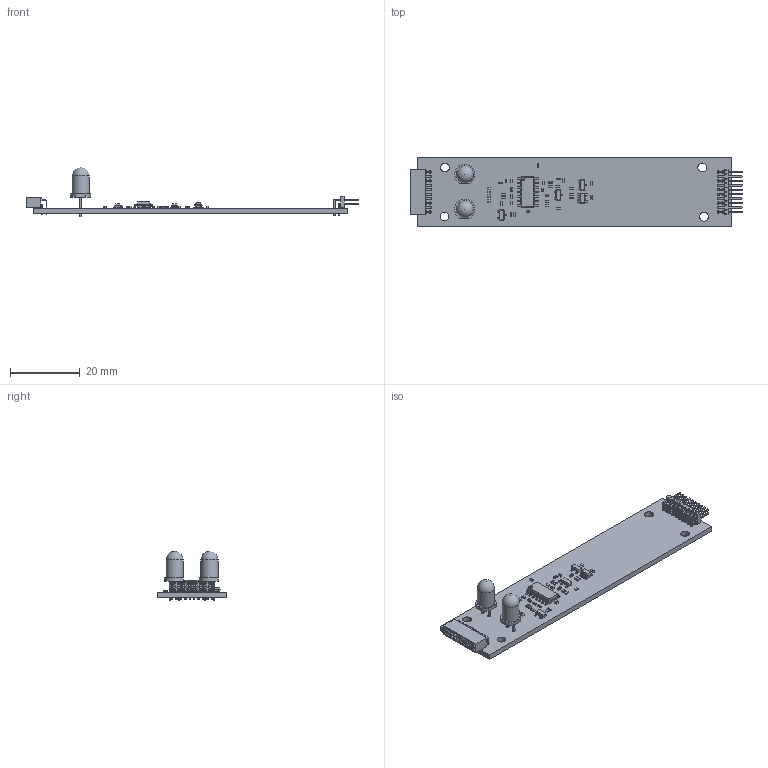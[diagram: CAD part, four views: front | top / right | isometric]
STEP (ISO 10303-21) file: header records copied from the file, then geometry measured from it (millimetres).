
FILE_DESCRIPTION(('KiCad electronic assembly'),'2;1');
FILE_NAME('IR-sensor-A2.step','2025-01-06T14:29:57',('Pcbnew'),('Kicad') ,'Open CASCADE STEP processor 7.6','KiCad to STEP converter','Unknown' );
FILE_SCHEMA(('AUTOMOTIVE_DESIGN { 1 0 10303 214 1 1 1 1 }'));
Length unit declared in the file: millimetre
Products named in the file (20): IR-sensor-A2 1; R_0402_1005Metric; C_0402_1005Metric; LED_D5.0mm; SOIC-14_3.9x8.7mm_P1.27mm; SOIC_14_39x87mm_P127mm; SOT-23-3; SOT-23; SOT_23; PinSocket_2x10_P1.27mm_Horizontal; PinSocket_2x10_P127mm_Horizontal; PinHeader_2x10_P1.27mm_Horizontal; PinHeader_2x10_P127mm_Horizontal; SOT-23-5; SOT_23_5; IR-sensor_PCB
Assembly tree (53 placements, depth 3):
  IR-sensor-A2 1
    R_0402_1005Metric  x16
      R_0402_1005Metric
    C_0402_1005Metric  x18
      C_0402_1005Metric
    LED_D5.0mm  x2
      LED_D5.0mm
    SOIC-14_3.9x8.7mm_P1.27mm
      SOIC_14_39x87mm_P127mm
    SOT-23-3
      SOT-23-3
    SOT-23  x2
      SOT_23
    PinSocket_2x10_P1.27mm_Horizontal
      PinSocket_2x10_P127mm_Horizontal
    PinHeader_2x10_P1.27mm_Horizontal
      PinHeader_2x10_P127mm_Horizontal
    SOT-23-5
      SOT_23_5
    IR-sensor_PCB
Bounding box: 95.11 x 20 x 14.1 mm (x, y, z)
Volume: 3447.4 mm3; surface area: 5639.2 mm2
Topology: 44 solids, 44 shells, 2776 faces, 7099 edges, 4553 vertices
Faces by surface type: plane 2068, cylinder 569, bspline 137, sphere 2
Full cylindrical faces by diameter (mm): 0.6 x1, 0.65 x40, 0.9 x4, 2.5 x4, 4.9 x2
Entity records: 66690 total; most frequent: CARTESIAN_POINT 9909, ORIENTED_EDGE 9278, DIRECTION 8507, EDGE_CURVE 4639, LINE 4055, VECTOR 4055, VERTEX_POINT 2948, AXIS2_PLACEMENT_3D 2226
